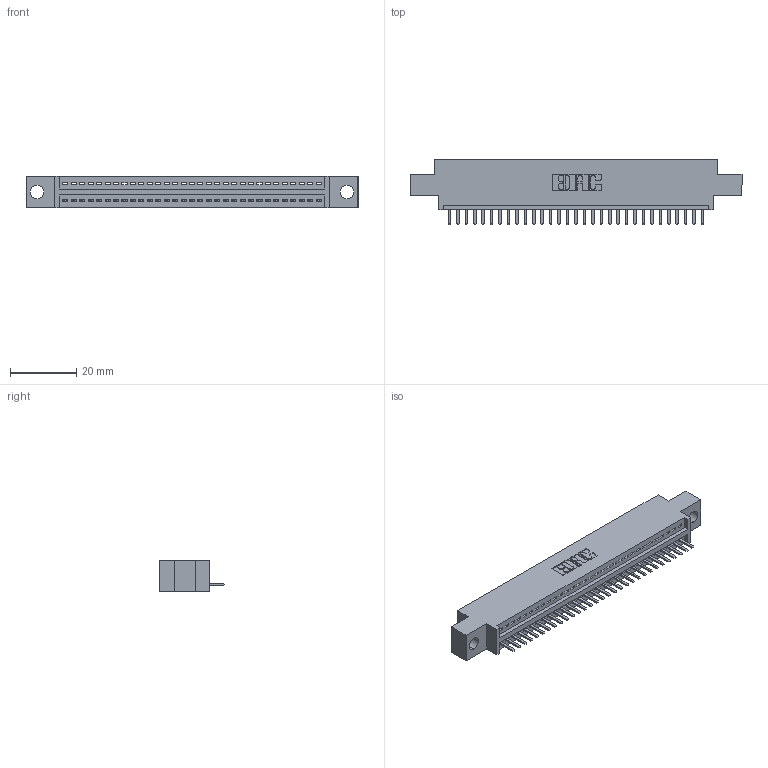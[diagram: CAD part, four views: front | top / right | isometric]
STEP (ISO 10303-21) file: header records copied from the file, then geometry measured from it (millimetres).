
FILE_DESCRIPTION (( 'STEP AP203' ), '1' );
FILE_NAME ('345-031-520-604.STEP', '2019-10-07T11:16:21', ( '' ), ( '' ), 'SwSTEP 2.0', 'SolidWorks 2016', '' );
FILE_SCHEMA (( 'CONFIG_CONTROL_DESIGN' ));
Length unit declared in the file: inch
Products named in the file (3): 345 Part_0.170 Offset - 0.156 Dia-TH; 345-031-520-604; 345-292-001_345-293-120
Assembly tree (32 placements, depth 2):
  345-031-520-604
    345 Part_0.170 Offset - 0.156 Dia-TH
    345-292-001_345-293-120  x31
Bounding box: 99.95 x 19.68 x 9.4 mm (x, y, z)
Volume: 9112.7 mm3; surface area: 11604.1 mm2
Topology: 32 solids, 32 shells, 2052 faces, 6057 edges, 3954 vertices
Faces by surface type: plane 1386, cylinder 666
Entity records: 25061 total; most frequent: CARTESIAN_POINT 4361, ORIENTED_EDGE 4314, DIRECTION 3811, EDGE_CURVE 2157, VECTOR 1897, LINE 1897, VERTEX_POINT 1434, AXIS2_PLACEMENT_3D 957
